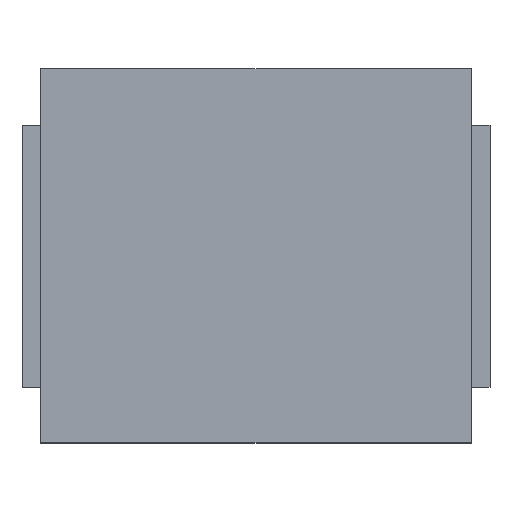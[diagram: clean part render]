
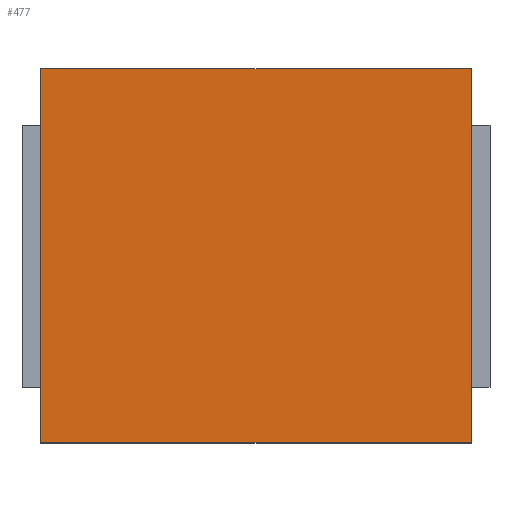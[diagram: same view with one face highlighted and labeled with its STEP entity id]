
A CAD part, top view. The second image highlights one B-rep face of the part: STEP entity #477.
In plain terms, the highlighted planar face has unit normal (0, 0, 1).
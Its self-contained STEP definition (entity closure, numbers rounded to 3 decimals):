
#48=ORIENTED_EDGE('',*,*,#140,.T.);
#49=ORIENTED_EDGE('',*,*,#138,.F.);
#50=ORIENTED_EDGE('',*,*,#141,.F.);
#51=ORIENTED_EDGE('',*,*,#130,.T.);
#130=EDGE_CURVE('',#178,#177,#210,.T.);
#138=EDGE_CURVE('',#182,#183,#218,.T.);
#140=EDGE_CURVE('',#177,#183,#220,.T.);
#141=EDGE_CURVE('',#178,#182,#221,.T.);
#177=VERTEX_POINT('',#631);
#178=VERTEX_POINT('',#633);
#182=VERTEX_POINT('',#645);
#183=VERTEX_POINT('',#647);
#210=LINE('',#632,#258);
#218=LINE('',#646,#266);
#220=LINE('',#650,#268);
#221=LINE('',#651,#269);
#258=VECTOR('',#535,1000.);
#266=VECTOR('',#545,1000.);
#268=VECTOR('',#549,1000.);
#269=VECTOR('',#550,1000.);
#295=EDGE_LOOP('',(#48,#49,#50,#51));
#313=FACE_BOUND('',#295,.T.);
#331=PLANE('',#500);
#477=ADVANCED_FACE('',(#313),#331,.F.);
#500=AXIS2_PLACEMENT_3D('',#649,#547,#548);
#535=DIRECTION('',(0.,1.,0.));
#545=DIRECTION('',(0.,1.,0.));
#547=DIRECTION('',(0.,0.,-1.));
#548=DIRECTION('',(-1.,0.,0.));
#549=DIRECTION('',(-1.,0.,0.));
#550=DIRECTION('',(-1.,0.,0.));
#631=CARTESIAN_POINT('',(1.15,1.,0.875));
#632=CARTESIAN_POINT('',(1.15,-1.,0.875));
#633=CARTESIAN_POINT('',(1.15,-1.,0.875));
#645=CARTESIAN_POINT('',(-1.15,-1.,0.875));
#646=CARTESIAN_POINT('',(-1.15,-1.,0.875));
#647=CARTESIAN_POINT('',(-1.15,1.,0.875));
#649=CARTESIAN_POINT('',(1.15,-1.,0.875));
#650=CARTESIAN_POINT('',(1.15,1.,0.875));
#651=CARTESIAN_POINT('',(1.15,-1.,0.875));
